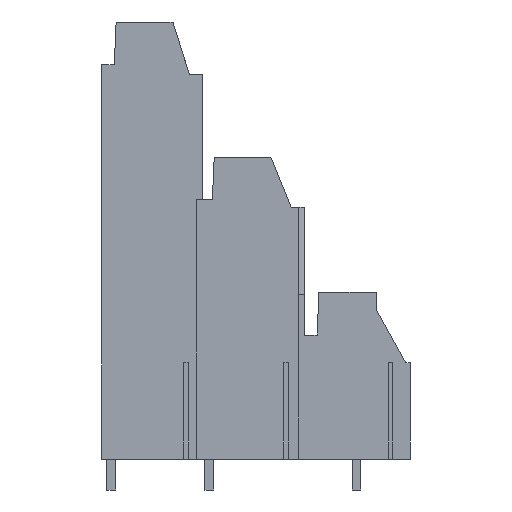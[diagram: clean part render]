
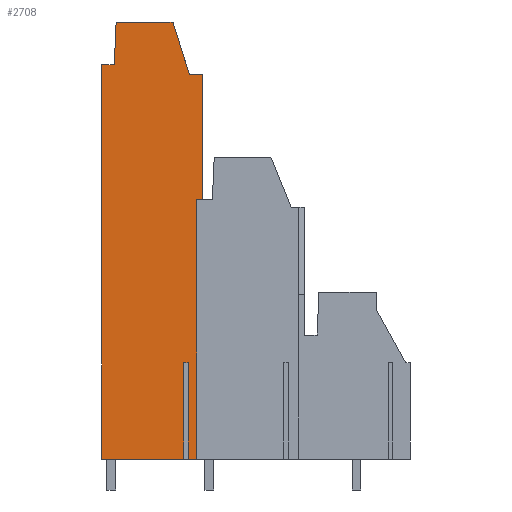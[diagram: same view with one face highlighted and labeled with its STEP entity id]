
A CAD part, left-side view. The second image highlights one B-rep face of the part: STEP entity #2708.
In plain terms, the highlighted planar face has unit normal (-1, 0, 0).
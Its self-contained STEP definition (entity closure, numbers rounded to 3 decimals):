
#2624=AXIS2_PLACEMENT_3D('Plane Axis2P3D',#2621,#2622,#2623) ;
#1716=CARTESIAN_POINT('Vertex',(2.54,22.131,3.2)) ;
#1719=CARTESIAN_POINT('Line Origine',(2.54,22.578,3.2)) ;
#1723=CARTESIAN_POINT('Vertex',(2.54,23.025,3.2)) ;
#1772=CARTESIAN_POINT('Vertex',(2.54,23.475,3.2)) ;
#1775=CARTESIAN_POINT('Line Origine',(2.54,27.738,3.2)) ;
#1779=CARTESIAN_POINT('Vertex',(2.54,32.,3.2)) ;
#2578=CARTESIAN_POINT('Vertex',(2.54,23.025,13.2)) ;
#2581=CARTESIAN_POINT('Line Origine',(2.54,23.25,13.2)) ;
#2585=CARTESIAN_POINT('Vertex',(2.54,23.475,13.2)) ;
#2609=CARTESIAN_POINT('Line Origine',(2.54,23.025,8.2)) ;
#2621=CARTESIAN_POINT('Axis2P3D Location',(2.54,21.84,31.2)) ;
#2626=CARTESIAN_POINT('Line Origine',(2.54,22.131,16.625)) ;
#2630=CARTESIAN_POINT('Vertex',(2.54,22.131,30.05)) ;
#2633=CARTESIAN_POINT('Line Origine',(2.54,21.811,30.05)) ;
#2637=CARTESIAN_POINT('Vertex',(2.54,21.49,30.05)) ;
#2640=CARTESIAN_POINT('Line Origine',(2.54,21.49,36.525)) ;
#2644=CARTESIAN_POINT('Vertex',(2.54,21.49,43.)) ;
#2647=CARTESIAN_POINT('Line Origine',(2.54,22.194,43.)) ;
#2651=CARTESIAN_POINT('Vertex',(2.54,22.898,43.)) ;
#2654=CARTESIAN_POINT('Line Origine',(2.54,23.745,45.735)) ;
#2658=CARTESIAN_POINT('Vertex',(2.54,24.592,48.47)) ;
#2661=CARTESIAN_POINT('Line Origine',(2.54,27.54,48.47)) ;
#2665=CARTESIAN_POINT('Vertex',(2.54,30.488,48.47)) ;
#2668=CARTESIAN_POINT('Line Origine',(2.54,30.584,46.26)) ;
#2672=CARTESIAN_POINT('Vertex',(2.54,30.681,44.05)) ;
#2675=CARTESIAN_POINT('Line Origine',(2.54,31.34,44.05)) ;
#2679=CARTESIAN_POINT('Vertex',(2.54,32.,44.05)) ;
#2682=CARTESIAN_POINT('Line Origine',(2.54,32.,23.625)) ;
#2687=CARTESIAN_POINT('Line Origine',(2.54,23.475,8.2)) ;
#1720=DIRECTION('Vector Direction',(0.,1.,0.)) ;
#1776=DIRECTION('Vector Direction',(0.,1.,0.)) ;
#2582=DIRECTION('Vector Direction',(0.,-1.,0.)) ;
#2610=DIRECTION('Vector Direction',(0.,0.,1.)) ;
#2622=DIRECTION('Axis2P3D Direction',(1.,0.,0.)) ;
#2623=DIRECTION('Axis2P3D XDirection',(0.,1.,0.)) ;
#2627=DIRECTION('Vector Direction',(0.,0.,-1.)) ;
#2634=DIRECTION('Vector Direction',(0.,1.,0.)) ;
#2641=DIRECTION('Vector Direction',(0.,0.,1.)) ;
#2648=DIRECTION('Vector Direction',(0.,-1.,0.)) ;
#2655=DIRECTION('Vector Direction',(0.,-0.296,-0.955)) ;
#2662=DIRECTION('Vector Direction',(0.,1.,0.)) ;
#2669=DIRECTION('Vector Direction',(0.,-0.044,0.999)) ;
#2676=DIRECTION('Vector Direction',(0.,-1.,0.)) ;
#2683=DIRECTION('Vector Direction',(0.,0.,1.)) ;
#2688=DIRECTION('Vector Direction',(0.,0.,1.)) ;
#1721=VECTOR('Line Direction',#1720,1.) ;
#1777=VECTOR('Line Direction',#1776,1.) ;
#2583=VECTOR('Line Direction',#2582,1.) ;
#2611=VECTOR('Line Direction',#2610,1.) ;
#2628=VECTOR('Line Direction',#2627,1.) ;
#2635=VECTOR('Line Direction',#2634,1.) ;
#2642=VECTOR('Line Direction',#2641,1.) ;
#2649=VECTOR('Line Direction',#2648,1.) ;
#2656=VECTOR('Line Direction',#2655,1.) ;
#2663=VECTOR('Line Direction',#2662,1.) ;
#2670=VECTOR('Line Direction',#2669,1.) ;
#2677=VECTOR('Line Direction',#2676,1.) ;
#2684=VECTOR('Line Direction',#2683,1.) ;
#2689=VECTOR('Line Direction',#2688,1.) ;
#2693=ORIENTED_EDGE('',*,*,#2632,.F.) ;
#2694=ORIENTED_EDGE('',*,*,#2639,.F.) ;
#2695=ORIENTED_EDGE('',*,*,#2646,.T.) ;
#2696=ORIENTED_EDGE('',*,*,#2653,.F.) ;
#2697=ORIENTED_EDGE('',*,*,#2660,.F.) ;
#2698=ORIENTED_EDGE('',*,*,#2667,.T.) ;
#2699=ORIENTED_EDGE('',*,*,#2674,.F.) ;
#2700=ORIENTED_EDGE('',*,*,#2681,.F.) ;
#2701=ORIENTED_EDGE('',*,*,#2686,.F.) ;
#2702=ORIENTED_EDGE('',*,*,#1781,.F.) ;
#2703=ORIENTED_EDGE('',*,*,#2691,.T.) ;
#2704=ORIENTED_EDGE('',*,*,#2587,.T.) ;
#2705=ORIENTED_EDGE('',*,*,#2613,.F.) ;
#2706=ORIENTED_EDGE('',*,*,#1725,.F.) ;
#2708=ADVANCED_FACE('housing',(#2707),#2625,.F.) ;
#1725=EDGE_CURVE('',#1717,#1724,#1722,.T.) ;
#1781=EDGE_CURVE('',#1773,#1780,#1778,.T.) ;
#2587=EDGE_CURVE('',#2586,#2579,#2584,.T.) ;
#2613=EDGE_CURVE('',#1724,#2579,#2612,.T.) ;
#2632=EDGE_CURVE('',#2631,#1717,#2629,.T.) ;
#2639=EDGE_CURVE('',#2638,#2631,#2636,.T.) ;
#2646=EDGE_CURVE('',#2638,#2645,#2643,.T.) ;
#2653=EDGE_CURVE('',#2652,#2645,#2650,.T.) ;
#2660=EDGE_CURVE('',#2659,#2652,#2657,.T.) ;
#2667=EDGE_CURVE('',#2659,#2666,#2664,.T.) ;
#2674=EDGE_CURVE('',#2673,#2666,#2671,.T.) ;
#2681=EDGE_CURVE('',#2680,#2673,#2678,.T.) ;
#2686=EDGE_CURVE('',#1780,#2680,#2685,.T.) ;
#2691=EDGE_CURVE('',#1773,#2586,#2690,.T.) ;
#2692=EDGE_LOOP('',(#2693,#2694,#2695,#2696,#2697,#2698,#2699,#2700,#2701,#2702,#2703,#2704,#2705,#2706)) ;
#2707=FACE_OUTER_BOUND('',#2692,.T.) ;
#1722=LINE('Line',#1719,#1721) ;
#1778=LINE('Line',#1775,#1777) ;
#2584=LINE('Line',#2581,#2583) ;
#2612=LINE('Line',#2609,#2611) ;
#2629=LINE('Line',#2626,#2628) ;
#2636=LINE('Line',#2633,#2635) ;
#2643=LINE('Line',#2640,#2642) ;
#2650=LINE('Line',#2647,#2649) ;
#2657=LINE('Line',#2654,#2656) ;
#2664=LINE('Line',#2661,#2663) ;
#2671=LINE('Line',#2668,#2670) ;
#2678=LINE('Line',#2675,#2677) ;
#2685=LINE('Line',#2682,#2684) ;
#2690=LINE('Line',#2687,#2689) ;
#2625=PLANE('',#2624) ;
#1717=VERTEX_POINT('',#1716) ;
#1724=VERTEX_POINT('',#1723) ;
#1773=VERTEX_POINT('',#1772) ;
#1780=VERTEX_POINT('',#1779) ;
#2579=VERTEX_POINT('',#2578) ;
#2586=VERTEX_POINT('',#2585) ;
#2631=VERTEX_POINT('',#2630) ;
#2638=VERTEX_POINT('',#2637) ;
#2645=VERTEX_POINT('',#2644) ;
#2652=VERTEX_POINT('',#2651) ;
#2659=VERTEX_POINT('',#2658) ;
#2666=VERTEX_POINT('',#2665) ;
#2673=VERTEX_POINT('',#2672) ;
#2680=VERTEX_POINT('',#2679) ;
